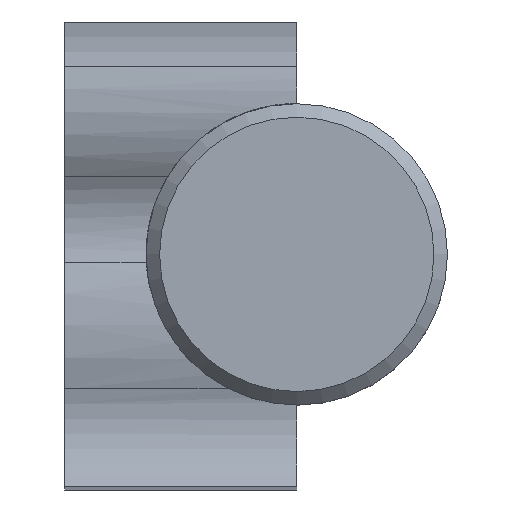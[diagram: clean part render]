
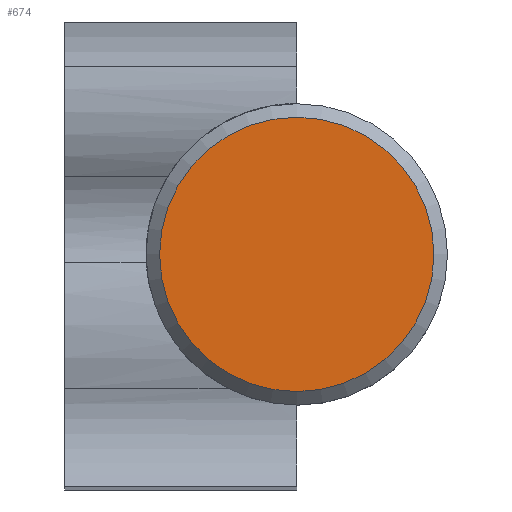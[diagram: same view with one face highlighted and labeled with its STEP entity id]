
A CAD part, top view. The second image highlights one B-rep face of the part: STEP entity #674.
In plain terms, the highlighted planar face has unit normal (0, 0, 1).
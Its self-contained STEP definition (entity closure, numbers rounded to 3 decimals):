
#134=ORIENTED_EDGE('',*,*,#310,.F.);
#310=EDGE_CURVE('',#398,#398,#465,.T.);
#398=VERTEX_POINT('',#1082);
#465=CIRCLE('',#751,5.05);
#513=EDGE_LOOP('',(#134));
#586=FACE_BOUND('',#513,.T.);
#659=PLANE('',#750);
#674=ADVANCED_FACE('',(#586),#659,.F.);
#750=AXIS2_PLACEMENT_3D('',#1080,#851,#852);
#751=AXIS2_PLACEMENT_3D('',#1081,#853,#854);
#851=DIRECTION('',(0.,0.,-1.));
#852=DIRECTION('',(-1.,0.,0.));
#853=DIRECTION('',(0.,0.,-1.));
#854=DIRECTION('',(-1.,0.,0.));
#1080=CARTESIAN_POINT('',(0.,0.,60.));
#1081=CARTESIAN_POINT('',(0.,0.,60.));
#1082=CARTESIAN_POINT('',(-5.05,0.,60.));
